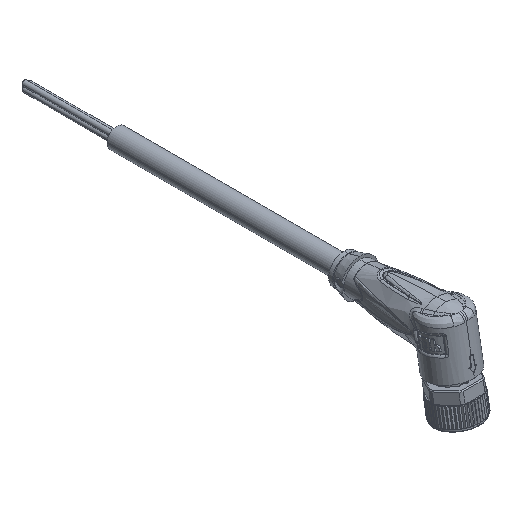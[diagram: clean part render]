
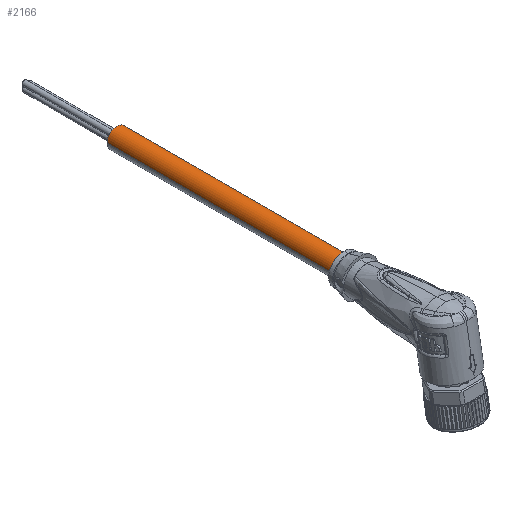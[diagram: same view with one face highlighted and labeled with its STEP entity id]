
A CAD part, isometric view. The second image highlights one B-rep face of the part: STEP entity #2166.
In plain terms, the highlighted cylindrical face has radius 2.15 mm (diameter 4.3 mm), a partial arc.
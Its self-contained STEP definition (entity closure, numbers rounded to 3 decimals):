
#2166=ADVANCED_FACE('',(#6187),#6188,.T.);
#6187=FACE_OUTER_BOUND('',#11729,.T.);
#6188=CYLINDRICAL_SURFACE('',#11730,2.15);
#11729=EDGE_LOOP('',(#64419,#64420,#64421,#64422));
#11730=AXIS2_PLACEMENT_3D('',#64423,#64424,#64425);
#64419=ORIENTED_EDGE('',*,*,#73566,.T.);
#64420=ORIENTED_EDGE('',*,*,#73571,.F.);
#64421=ORIENTED_EDGE('',*,*,#73568,.T.);
#64422=ORIENTED_EDGE('',*,*,#73572,.F.);
#64423=CARTESIAN_POINT('',(0.0,47.5,0.0));
#64424=DIRECTION('',(-0.0,1.0,0.0));
#64425=DIRECTION('',(1.0,0.0,0.0));
#73566=EDGE_CURVE('',#75660,#75661,#75662,.T.);
#73568=EDGE_CURVE('',#75665,#75663,#75666,.T.);
#73571=EDGE_CURVE('',#75665,#75661,#75669,.T.);
#73572=EDGE_CURVE('',#75660,#75663,#75670,.T.);
#75660=VERTEX_POINT('',#78489);
#75661=VERTEX_POINT('',#78490);
#75662=LINE('',#78491,#78492);
#75663=VERTEX_POINT('',#78493);
#75665=VERTEX_POINT('',#78495);
#75666=LINE('',#78496,#78497);
#75669=CIRCLE('',#78500,2.15);
#75670=CIRCLE('',#78501,2.15);
#78489=CARTESIAN_POINT('',(2.15,22.5,0.0));
#78490=CARTESIAN_POINT('',(2.15,72.5,0.0));
#78491=CARTESIAN_POINT('',(2.15,47.5,0.));
#78492=VECTOR('',#86012,1.0);
#78493=CARTESIAN_POINT('',(-2.15,22.5,0.));
#78495=CARTESIAN_POINT('',(-2.15,72.5,0.));
#78496=CARTESIAN_POINT('',(-2.15,47.5,0.));
#78497=VECTOR('',#86016,1.0);
#78500=AXIS2_PLACEMENT_3D('',#86020,#86021,#86022);
#78501=AXIS2_PLACEMENT_3D('',#86023,#86024,#86025);
#86012=DIRECTION('',(0.0,1.0,0.0));
#86016=DIRECTION('',(-0.0,-1.0,-0.0));
#86020=CARTESIAN_POINT('',(0.0,72.5,0.0));
#86021=DIRECTION('',(-0.0,1.0,0.0));
#86022=DIRECTION('',(1.0,0.0,0.0));
#86023=CARTESIAN_POINT('',(0.0,22.5,0.0));
#86024=DIRECTION('',(0.0,-1.0,0.0));
#86025=DIRECTION('',(1.0,0.0,0.0));
